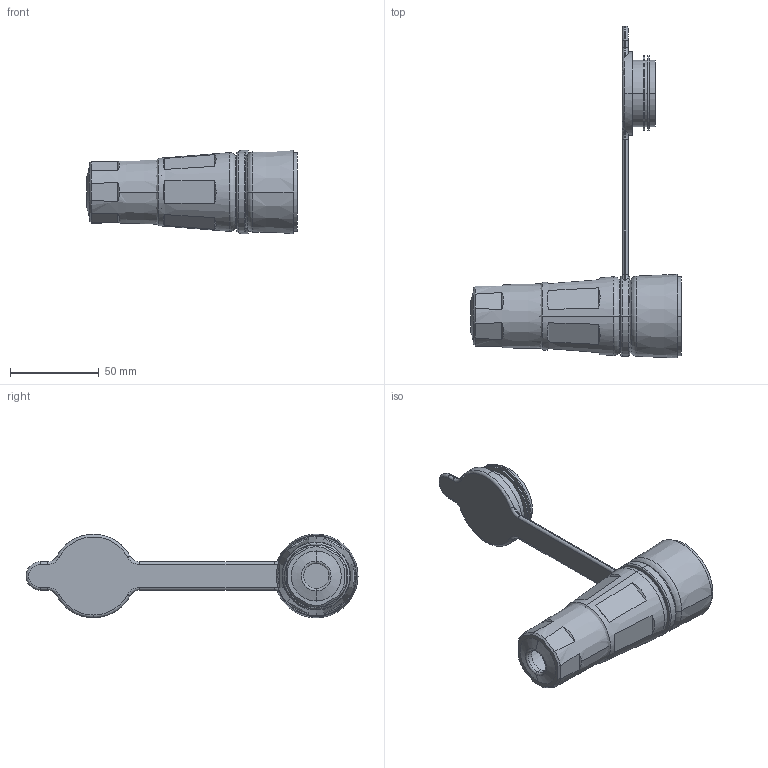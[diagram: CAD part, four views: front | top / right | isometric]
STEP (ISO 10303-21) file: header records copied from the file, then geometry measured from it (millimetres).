
FILE_DESCRIPTION (( 'STEP AP214' ), '1' );
FILE_NAME ('BRY25W34.step', '2016-08-29T19:15:31', ( '' ), ( '' ), 'SwSTEP 2.0', 'SolidWorks 2016', '' );
FILE_SCHEMA (( 'AUTOMOTIVE_DESIGN' ));
Length unit declared in the file: inch
Products named in the file (3): BRY25W-CAP; BRY25W34-CONNECTOR; BRY25W34
Assembly tree (2 placements, depth 2):
  BRY25W34
    BRY25W34-CONNECTOR
    BRY25W-CAP
Bounding box: 118.87 x 187.05 x 47.1 mm (x, y, z)
Volume: 142487.1 mm3; surface area: 50635.4 mm2
Topology: 5 solids, 5 shells, 183 faces, 427 edges, 269 vertices
Faces by surface type: plane 76, cylinder 51, torus 35, cone 21
Entity records: 5530 total; most frequent: CARTESIAN_POINT 1174, DIRECTION 925, ORIENTED_EDGE 854, EDGE_CURVE 427, AXIS2_PLACEMENT_3D 392, VERTEX_POINT 269, EDGE_LOOP 210, CIRCLE 204
